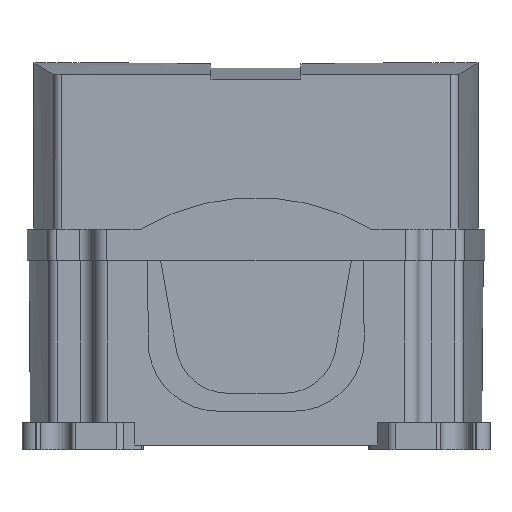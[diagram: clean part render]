
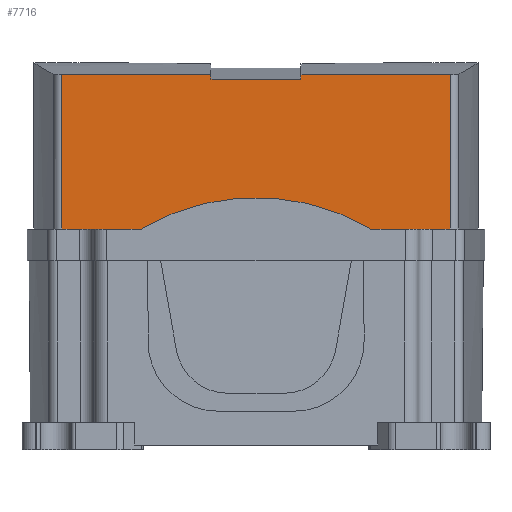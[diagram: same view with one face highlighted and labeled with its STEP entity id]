
A CAD part, front view. The second image highlights one B-rep face of the part: STEP entity #7716.
In plain terms, the highlighted planar face has unit normal (0, -1, 0).
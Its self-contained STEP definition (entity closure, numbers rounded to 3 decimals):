
#5463=AXIS2_PLACEMENT_3D('Circle Axis2P3D',#5461,#5462,$) ;
#7683=AXIS2_PLACEMENT_3D('Plane Axis2P3D',#7680,#7681,#7682) ;
#5461=CARTESIAN_POINT('Axis2P3D Location',(52.,17.,6.)) ;
#5465=CARTESIAN_POINT('Vertex',(77.515,17.,49.)) ;
#5467=CARTESIAN_POINT('Vertex',(26.485,17.,49.)) ;
#6782=CARTESIAN_POINT('Vertex',(95.151,17.,83.295)) ;
#6785=CARTESIAN_POINT('Line Origine',(95.151,17.,67.48)) ;
#6789=CARTESIAN_POINT('Vertex',(95.151,17.,49.)) ;
#6856=CARTESIAN_POINT('Vertex',(8.849,17.,83.295)) ;
#6863=CARTESIAN_POINT('Vertex',(8.849,17.,49.)) ;
#6866=CARTESIAN_POINT('Line Origine',(8.849,17.,67.48)) ;
#7511=CARTESIAN_POINT('Line Origine',(17.667,17.,49.)) ;
#7549=CARTESIAN_POINT('Line Origine',(86.333,17.,49.)) ;
#7615=CARTESIAN_POINT('Vertex',(62.,17.,83.295)) ;
#7618=CARTESIAN_POINT('Line Origine',(52.5,17.,83.295)) ;
#7642=CARTESIAN_POINT('Line Origine',(52.5,17.,83.295)) ;
#7646=CARTESIAN_POINT('Vertex',(42.,17.,83.295)) ;
#7680=CARTESIAN_POINT('Axis2P3D Location',(0.,17.,83.295)) ;
#7685=CARTESIAN_POINT('Line Origine',(62.,17.,82.795)) ;
#7689=CARTESIAN_POINT('Vertex',(62.,17.,82.295)) ;
#7692=CARTESIAN_POINT('Line Origine',(52.,17.,82.295)) ;
#7696=CARTESIAN_POINT('Vertex',(42.,17.,82.295)) ;
#7699=CARTESIAN_POINT('Line Origine',(42.,17.,82.795)) ;
#5462=DIRECTION('Axis2P3D Direction',(0.,-1.,0.)) ;
#6786=DIRECTION('Vector Direction',(0.,0.,-1.)) ;
#6867=DIRECTION('Vector Direction',(0.,0.,-1.)) ;
#7512=DIRECTION('Vector Direction',(1.,0.,0.)) ;
#7550=DIRECTION('Vector Direction',(1.,0.,0.)) ;
#7619=DIRECTION('Vector Direction',(1.,0.,0.)) ;
#7643=DIRECTION('Vector Direction',(1.,0.,0.)) ;
#7681=DIRECTION('Axis2P3D Direction',(0.,-1.,0.)) ;
#7682=DIRECTION('Axis2P3D XDirection',(0.,0.,-1.)) ;
#7686=DIRECTION('Vector Direction',(0.,0.,-1.)) ;
#7693=DIRECTION('Vector Direction',(-1.,0.,0.)) ;
#7700=DIRECTION('Vector Direction',(0.,0.,-1.)) ;
#6787=VECTOR('Line Direction',#6786,1.) ;
#6868=VECTOR('Line Direction',#6867,1.) ;
#7513=VECTOR('Line Direction',#7512,1.) ;
#7551=VECTOR('Line Direction',#7550,1.) ;
#7620=VECTOR('Line Direction',#7619,1.) ;
#7644=VECTOR('Line Direction',#7643,1.) ;
#7687=VECTOR('Line Direction',#7686,1.) ;
#7694=VECTOR('Line Direction',#7693,1.) ;
#7701=VECTOR('Line Direction',#7700,1.) ;
#7705=ORIENTED_EDGE('',*,*,#7515,.T.) ;
#7706=ORIENTED_EDGE('',*,*,#5469,.F.) ;
#7707=ORIENTED_EDGE('',*,*,#7553,.T.) ;
#7708=ORIENTED_EDGE('',*,*,#6791,.T.) ;
#7709=ORIENTED_EDGE('',*,*,#7622,.F.) ;
#7710=ORIENTED_EDGE('',*,*,#7691,.T.) ;
#7711=ORIENTED_EDGE('',*,*,#7698,.T.) ;
#7712=ORIENTED_EDGE('',*,*,#7703,.F.) ;
#7713=ORIENTED_EDGE('',*,*,#7648,.F.) ;
#7714=ORIENTED_EDGE('',*,*,#6870,.F.) ;
#7716=ADVANCED_FACE('Body.6',(#7715),#7684,.T.) ;
#5464=CIRCLE('generated circle',#5463,50.) ;
#5469=EDGE_CURVE('',#5466,#5468,#5464,.T.) ;
#6791=EDGE_CURVE('',#6790,#6783,#6788,.F.) ;
#6870=EDGE_CURVE('',#6864,#6857,#6869,.F.) ;
#7515=EDGE_CURVE('',#6864,#5468,#7514,.T.) ;
#7553=EDGE_CURVE('',#5466,#6790,#7552,.T.) ;
#7622=EDGE_CURVE('',#7616,#6783,#7621,.T.) ;
#7648=EDGE_CURVE('',#6857,#7647,#7645,.T.) ;
#7691=EDGE_CURVE('',#7616,#7690,#7688,.T.) ;
#7698=EDGE_CURVE('',#7690,#7697,#7695,.T.) ;
#7703=EDGE_CURVE('',#7647,#7697,#7702,.T.) ;
#7704=EDGE_LOOP('',(#7705,#7706,#7707,#7708,#7709,#7710,#7711,#7712,#7713,#7714)) ;
#7715=FACE_OUTER_BOUND('',#7704,.T.) ;
#6788=LINE('Line',#6785,#6787) ;
#6869=LINE('Line',#6866,#6868) ;
#7514=LINE('Line',#7511,#7513) ;
#7552=LINE('Line',#7549,#7551) ;
#7621=LINE('Line',#7618,#7620) ;
#7645=LINE('Line',#7642,#7644) ;
#7688=LINE('Line',#7685,#7687) ;
#7695=LINE('Line',#7692,#7694) ;
#7702=LINE('Line',#7699,#7701) ;
#7684=PLANE('',#7683) ;
#5466=VERTEX_POINT('',#5465) ;
#5468=VERTEX_POINT('',#5467) ;
#6783=VERTEX_POINT('',#6782) ;
#6790=VERTEX_POINT('',#6789) ;
#6857=VERTEX_POINT('',#6856) ;
#6864=VERTEX_POINT('',#6863) ;
#7616=VERTEX_POINT('',#7615) ;
#7647=VERTEX_POINT('',#7646) ;
#7690=VERTEX_POINT('',#7689) ;
#7697=VERTEX_POINT('',#7696) ;
